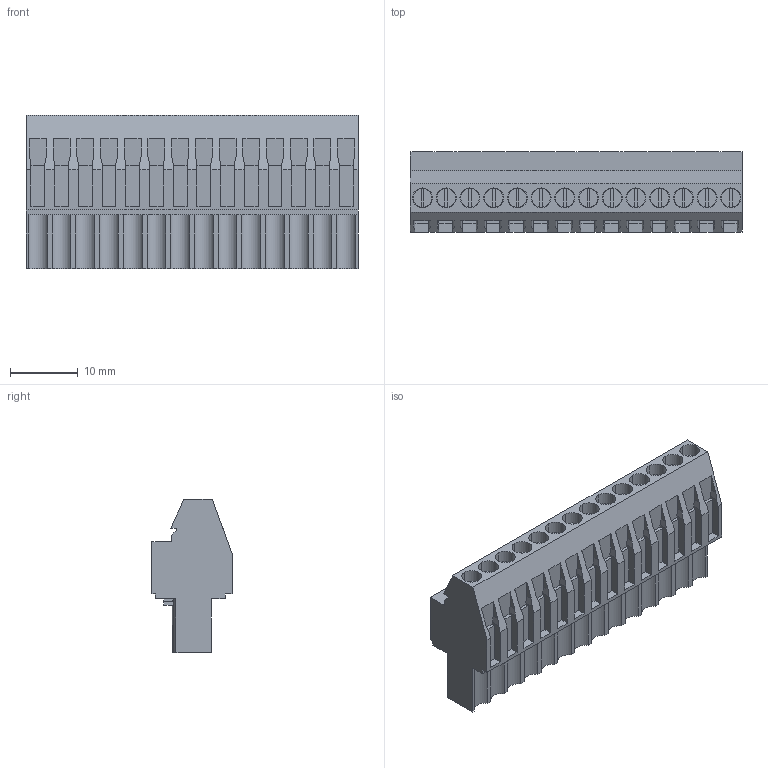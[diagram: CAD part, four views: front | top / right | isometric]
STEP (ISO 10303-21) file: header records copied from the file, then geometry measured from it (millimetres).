
FILE_DESCRIPTION(('CATIA V5 STEP Exchange','CAx-IF Rec.Pracs.--- Model Styling and Organization---1.2---2011-12-15'),'2;1');
FILE_NAME ('D1454039_0_1638900000_1638900000.stp','2017-03-10T10:20:40+00:00',('none'),('Weidmueller'),'CATIA Version 5-6 Release 2014','CATIA V5 STEP AP214','none');
FILE_SCHEMA(('AUTOMOTIVE_DESIGN { 1 0 10303 214 1 1 1 1 }'));
Length unit declared in the file: millimetre
Products named in the file (1): 1638900000
Bounding box: 49 x 11.83 x 22.6 mm (x, y, z)
Volume: 7538.3 mm3; surface area: 5725.9 mm2
Topology: 15 solids, 15 shells, 806 faces, 2225 edges, 1505 vertices
Faces by surface type: plane 694, cylinder 112
Entity records: 23419 total; most frequent: ORIENTED_EDGE 4450, CARTESIAN_POINT 4176, DIRECTION 3115, EDGE_CURVE 2225, VECTOR 1861, LINE 1861, VERTEX_POINT 1505, EDGE_LOOP 862
